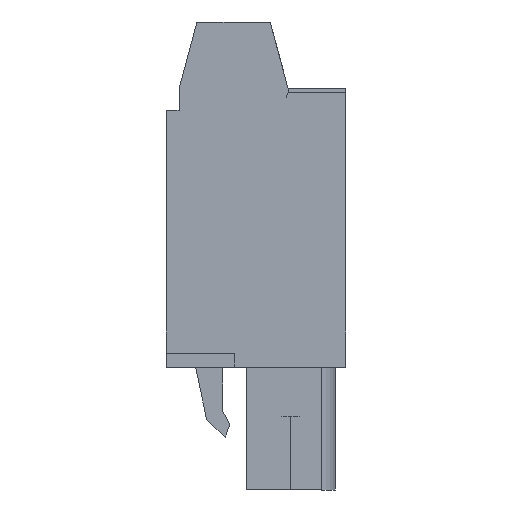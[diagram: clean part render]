
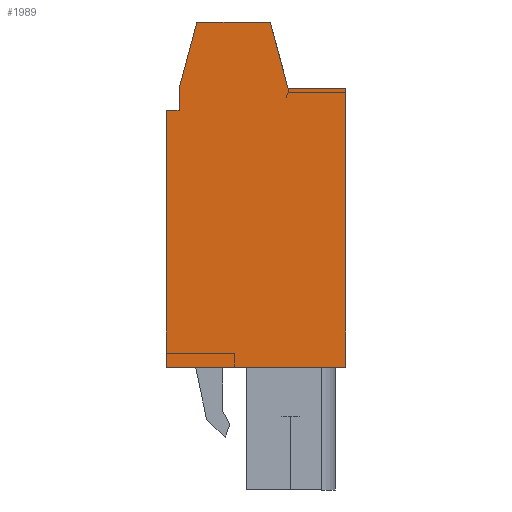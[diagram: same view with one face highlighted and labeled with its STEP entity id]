
A CAD part, left-side view. The second image highlights one B-rep face of the part: STEP entity #1989.
In plain terms, the highlighted planar face has unit normal (-1, 0, 0).
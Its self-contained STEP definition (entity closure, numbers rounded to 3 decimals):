
#1929=AXIS2_PLACEMENT_3D('Plane Axis2P3D',#1926,#1927,#1928) ;
#49=CARTESIAN_POINT('Vertex',(0.,12.2,25.8)) ;
#52=CARTESIAN_POINT('Line Origine',(0.,11.763,25.8)) ;
#56=CARTESIAN_POINT('Vertex',(0.,11.325,25.8)) ;
#120=CARTESIAN_POINT('Vertex',(0.,12.2,8.35)) ;
#123=CARTESIAN_POINT('Line Origine',(0.,12.2,17.075)) ;
#1926=CARTESIAN_POINT('Axis2P3D Location',(0.,-0.45,0.)) ;
#1931=CARTESIAN_POINT('Line Origine',(0.,6.1,8.35)) ;
#1935=CARTESIAN_POINT('Vertex',(0.,0.,8.35)) ;
#1938=CARTESIAN_POINT('Line Origine',(0.,0.,17.825)) ;
#1942=CARTESIAN_POINT('Vertex',(0.,0.,27.3)) ;
#1945=CARTESIAN_POINT('Line Origine',(0.,1.962,27.3)) ;
#1949=CARTESIAN_POINT('Vertex',(0.,3.925,27.3)) ;
#1952=CARTESIAN_POINT('Line Origine',(0.,4.528,29.55)) ;
#1956=CARTESIAN_POINT('Vertex',(0.,5.131,31.8)) ;
#1959=CARTESIAN_POINT('Line Origine',(0.,7.625,31.8)) ;
#1963=CARTESIAN_POINT('Vertex',(0.,10.119,31.8)) ;
#1966=CARTESIAN_POINT('Line Origine',(0.,10.722,29.55)) ;
#1970=CARTESIAN_POINT('Vertex',(0.,11.325,27.3)) ;
#1973=CARTESIAN_POINT('Line Origine',(0.,11.325,26.55)) ;
#53=DIRECTION('Vector Direction',(0.,1.,0.)) ;
#124=DIRECTION('Vector Direction',(0.,0.,-1.)) ;
#1927=DIRECTION('Axis2P3D Direction',(-1.,0.,0.)) ;
#1928=DIRECTION('Axis2P3D XDirection',(0.,0.,1.)) ;
#1932=DIRECTION('Vector Direction',(0.,-1.,0.)) ;
#1939=DIRECTION('Vector Direction',(0.,0.,1.)) ;
#1946=DIRECTION('Vector Direction',(0.,1.,0.)) ;
#1953=DIRECTION('Vector Direction',(0.,0.259,0.966)) ;
#1960=DIRECTION('Vector Direction',(0.,1.,0.)) ;
#1967=DIRECTION('Vector Direction',(0.,0.259,-0.966)) ;
#1974=DIRECTION('Vector Direction',(0.,0.,-1.)) ;
#54=VECTOR('Line Direction',#53,1.) ;
#125=VECTOR('Line Direction',#124,1.) ;
#1933=VECTOR('Line Direction',#1932,1.) ;
#1940=VECTOR('Line Direction',#1939,1.) ;
#1947=VECTOR('Line Direction',#1946,1.) ;
#1954=VECTOR('Line Direction',#1953,1.) ;
#1961=VECTOR('Line Direction',#1960,1.) ;
#1968=VECTOR('Line Direction',#1967,1.) ;
#1975=VECTOR('Line Direction',#1974,1.) ;
#1979=ORIENTED_EDGE('',*,*,#1937,.T.) ;
#1980=ORIENTED_EDGE('',*,*,#1944,.T.) ;
#1981=ORIENTED_EDGE('',*,*,#1951,.T.) ;
#1982=ORIENTED_EDGE('',*,*,#1958,.T.) ;
#1983=ORIENTED_EDGE('',*,*,#1965,.T.) ;
#1984=ORIENTED_EDGE('',*,*,#1972,.T.) ;
#1985=ORIENTED_EDGE('',*,*,#1977,.T.) ;
#1986=ORIENTED_EDGE('',*,*,#58,.T.) ;
#1987=ORIENTED_EDGE('',*,*,#127,.T.) ;
#1989=ADVANCED_FACE('HOUSING',(#1988),#1930,.T.) ;
#58=EDGE_CURVE('',#57,#50,#55,.T.) ;
#127=EDGE_CURVE('',#50,#121,#126,.T.) ;
#1937=EDGE_CURVE('',#121,#1936,#1934,.T.) ;
#1944=EDGE_CURVE('',#1936,#1943,#1941,.T.) ;
#1951=EDGE_CURVE('',#1943,#1950,#1948,.T.) ;
#1958=EDGE_CURVE('',#1950,#1957,#1955,.T.) ;
#1965=EDGE_CURVE('',#1957,#1964,#1962,.T.) ;
#1972=EDGE_CURVE('',#1964,#1971,#1969,.T.) ;
#1977=EDGE_CURVE('',#1971,#57,#1976,.T.) ;
#1978=EDGE_LOOP('',(#1979,#1980,#1981,#1982,#1983,#1984,#1985,#1986,#1987)) ;
#1988=FACE_OUTER_BOUND('',#1978,.T.) ;
#55=LINE('Line',#52,#54) ;
#126=LINE('Line',#123,#125) ;
#1934=LINE('Line',#1931,#1933) ;
#1941=LINE('Line',#1938,#1940) ;
#1948=LINE('Line',#1945,#1947) ;
#1955=LINE('Line',#1952,#1954) ;
#1962=LINE('Line',#1959,#1961) ;
#1969=LINE('Line',#1966,#1968) ;
#1976=LINE('Line',#1973,#1975) ;
#1930=PLANE('',#1929) ;
#50=VERTEX_POINT('',#49) ;
#57=VERTEX_POINT('',#56) ;
#121=VERTEX_POINT('',#120) ;
#1936=VERTEX_POINT('',#1935) ;
#1943=VERTEX_POINT('',#1942) ;
#1950=VERTEX_POINT('',#1949) ;
#1957=VERTEX_POINT('',#1956) ;
#1964=VERTEX_POINT('',#1963) ;
#1971=VERTEX_POINT('',#1970) ;
